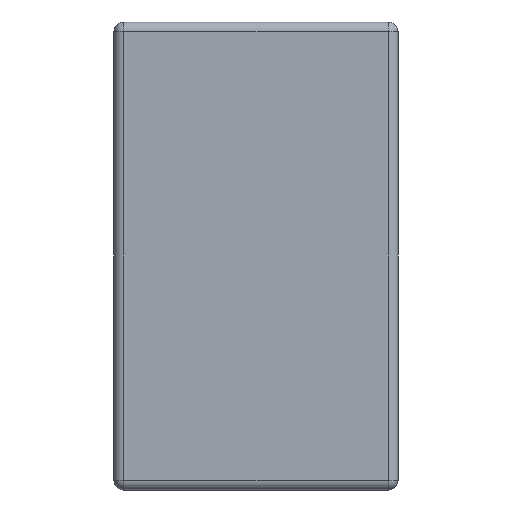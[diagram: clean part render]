
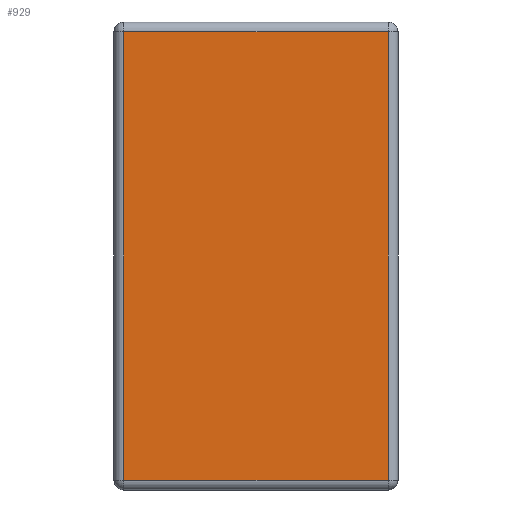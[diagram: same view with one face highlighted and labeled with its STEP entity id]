
A CAD part, left-side view. The second image highlights one B-rep face of the part: STEP entity #929.
In plain terms, the highlighted planar face has unit normal (-1, 0, 0).
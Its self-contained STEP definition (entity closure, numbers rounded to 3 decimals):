
#69 = LINE ( 'NONE', #1969, #4016 ) ;
#118 = LINE ( 'NONE', #528, #2702 ) ;
#299 = CARTESIAN_POINT ( 'NONE',  ( 0., 0., -1.42 ) ) ;
#378 = CARTESIAN_POINT ( 'NONE',  ( 0., 0., 0. ) ) ;
#405 = VECTOR ( 'NONE', #1382, 1000. ) ;
#528 = CARTESIAN_POINT ( 'NONE',  ( 0., 0.88, -0.03 ) ) ;
#629 = LINE ( 'NONE', #299, #1175 ) ;
#929 = ADVANCED_FACE ( 'NONE', ( #3078 ), #2837, .T. ) ;
#987 = VERTEX_POINT ( 'NONE', #3193 ) ;
#1175 = VECTOR ( 'NONE', #3477, 1000. ) ;
#1261 = ORIENTED_EDGE ( 'NONE', *, *, #3048, .T. ) ;
#1353 = EDGE_CURVE ( 'NONE', #4450, #1828, #629, .T. ) ;
#1368 = CARTESIAN_POINT ( 'NONE',  ( 0., 0.85, -1.45 ) ) ;
#1382 = DIRECTION ( 'NONE',  ( 0., 0., -1. ) ) ;
#1721 = DIRECTION ( 'NONE',  ( 0., 1., 0. ) ) ;
#1828 = VERTEX_POINT ( 'NONE', #4230 ) ;
#1969 = CARTESIAN_POINT ( 'NONE',  ( 0., 0.03, 0. ) ) ;
#2199 = CARTESIAN_POINT ( 'NONE',  ( 0., 0.85, -1.42 ) ) ;
#2363 = VERTEX_POINT ( 'NONE', #4044 ) ;
#2421 = LINE ( 'NONE', #1368, #405 ) ;
#2694 = ORIENTED_EDGE ( 'NONE', *, *, #1353, .T. ) ;
#2702 = VECTOR ( 'NONE', #1721, 1000. ) ;
#2837 = PLANE ( 'NONE',  #3702 ) ;
#2850 = DIRECTION ( 'NONE',  ( -1., 0., 0. ) ) ;
#3048 = EDGE_CURVE ( 'NONE', #2363, #987, #118, .T. ) ;
#3078 = FACE_OUTER_BOUND ( 'NONE', #3737, .T. ) ;
#3193 = CARTESIAN_POINT ( 'NONE',  ( 0., 0.85, -0.03 ) ) ;
#3206 = DIRECTION ( 'NONE',  ( 0., 0., 1. ) ) ;
#3244 = ORIENTED_EDGE ( 'NONE', *, *, #3388, .T. ) ;
#3388 = EDGE_CURVE ( 'NONE', #1828, #2363, #69, .T. ) ;
#3477 = DIRECTION ( 'NONE',  ( 0., -1., 0. ) ) ;
#3702 = AXIS2_PLACEMENT_3D ( 'NONE', #378, #2850, #3206 ) ;
#3737 = EDGE_LOOP ( 'NONE', ( #2694, #3244, #1261, #3834 ) ) ;
#3834 = ORIENTED_EDGE ( 'NONE', *, *, #4093, .T. ) ;
#4016 = VECTOR ( 'NONE', #4088, 1000. ) ;
#4044 = CARTESIAN_POINT ( 'NONE',  ( 0., 0.03, -0.03 ) ) ;
#4088 = DIRECTION ( 'NONE',  ( 0., 0., 1. ) ) ;
#4093 = EDGE_CURVE ( 'NONE', #987, #4450, #2421, .T. ) ;
#4230 = CARTESIAN_POINT ( 'NONE',  ( 0., 0.03, -1.42 ) ) ;
#4450 = VERTEX_POINT ( 'NONE', #2199 ) ;
